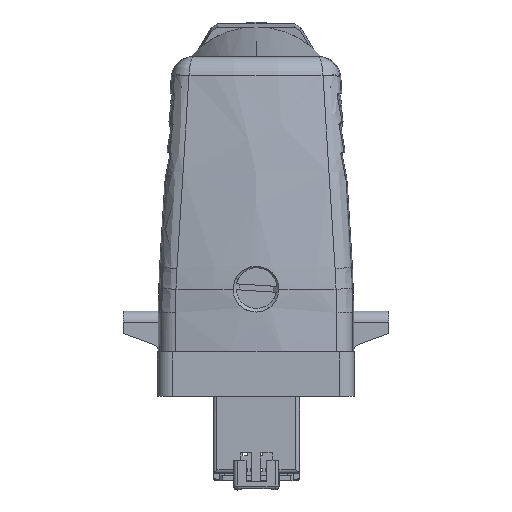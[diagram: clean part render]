
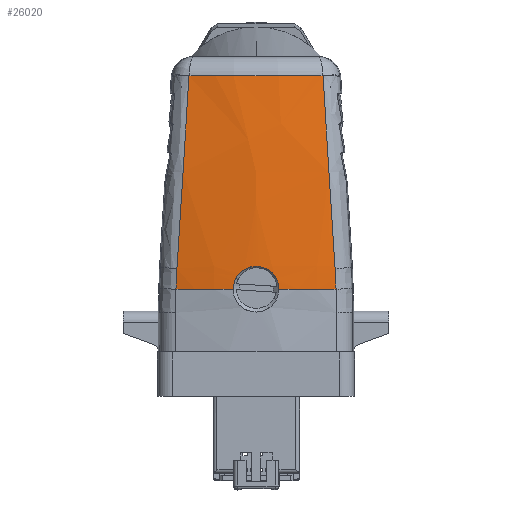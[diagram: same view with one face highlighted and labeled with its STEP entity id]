
A CAD part, front view. The second image highlights one B-rep face of the part: STEP entity #26020.
In plain terms, the highlighted face is a revolution surface.
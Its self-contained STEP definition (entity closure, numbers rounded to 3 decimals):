
#25960=AXIS2_PLACEMENT_3D('Circle Axis2P3D',#25958,#25959,$) ;
#25991=AXIS2_PLACEMENT_3D('Circle Axis2P3D',#25989,#25990,$) ;
#26004=AXIS2_PLACEMENT_3D('Circle Axis2P3D',#26002,#26003,$) ;
#25642=CARTESIAN_POINT('Vertex',(7.297,1.277,29.982)) ;
#25646=CARTESIAN_POINT('Control Point',(7.297,1.277,29.982)) ;
#25647=CARTESIAN_POINT('Control Point',(7.632,1.272,35.212)) ;
#25648=CARTESIAN_POINT('Control Point',(7.963,1.429,40.442)) ;
#25649=CARTESIAN_POINT('Control Point',(8.289,1.748,45.666)) ;
#25650=CARTESIAN_POINT('Control Point',(8.61,2.228,50.877)) ;
#25651=CARTESIAN_POINT('Control Point',(8.927,2.867,56.069)) ;
#25652=CARTESIAN_POINT('Vertex',(8.927,2.867,56.069)) ;
#25905=CARTESIAN_POINT('Vertex',(7.159,1.289,27.189)) ;
#25909=CARTESIAN_POINT('Control Point',(7.159,1.289,27.189)) ;
#25910=CARTESIAN_POINT('Control Point',(7.178,1.285,27.748)) ;
#25911=CARTESIAN_POINT('Control Point',(7.202,1.282,28.306)) ;
#25912=CARTESIAN_POINT('Control Point',(7.229,1.279,28.865)) ;
#25913=CARTESIAN_POINT('Control Point',(7.261,1.278,29.424)) ;
#25914=CARTESIAN_POINT('Control Point',(7.297,1.277,29.982)) ;
#25924=CARTESIAN_POINT('Control Point',(-2.,4.274,27.189)) ;
#25925=CARTESIAN_POINT('Control Point',(-2.,4.274,36.848)) ;
#25926=CARTESIAN_POINT('Control Point',(-1.745,4.858,46.507)) ;
#25927=CARTESIAN_POINT('Control Point',(-1.238,6.021,56.083)) ;
#25928=CARTESIAN_POINT('Axis1P Location',(18.,50.1,27.189)) ;
#25933=CARTESIAN_POINT('Control Point',(14.9,0.196,27.189)) ;
#25934=CARTESIAN_POINT('Control Point',(14.9,0.196,27.705)) ;
#25935=CARTESIAN_POINT('Control Point',(15.032,0.19,28.221)) ;
#25936=CARTESIAN_POINT('Control Point',(15.279,0.179,28.675)) ;
#25937=CARTESIAN_POINT('Vertex',(14.9,0.196,27.189)) ;
#25939=CARTESIAN_POINT('Vertex',(15.279,0.179,28.675)) ;
#25943=CARTESIAN_POINT('Control Point',(21.1,0.196,27.189)) ;
#25944=CARTESIAN_POINT('Control Point',(21.1,0.196,27.887)) ;
#25945=CARTESIAN_POINT('Control Point',(20.903,0.187,28.586)) ;
#25946=CARTESIAN_POINT('Control Point',(20.509,0.167,29.212)) ;
#25947=CARTESIAN_POINT('Control Point',(19.687,0.139,29.93)) ;
#25948=CARTESIAN_POINT('Control Point',(18.672,0.124,30.245)) ;
#25949=CARTESIAN_POINT('Control Point',(18.323,0.121,30.302)) ;
#25950=CARTESIAN_POINT('Control Point',(17.374,0.12,30.319)) ;
#25951=CARTESIAN_POINT('Control Point',(16.47,0.136,29.983)) ;
#25952=CARTESIAN_POINT('Control Point',(15.964,0.152,29.639)) ;
#25953=CARTESIAN_POINT('Control Point',(15.561,0.167,29.19)) ;
#25954=CARTESIAN_POINT('Control Point',(15.279,0.179,28.675)) ;
#25955=CARTESIAN_POINT('Vertex',(21.1,0.196,27.189)) ;
#25958=CARTESIAN_POINT('Axis2P3D Location',(18.,50.1,27.189)) ;
#25962=CARTESIAN_POINT('Vertex',(28.841,1.289,27.189)) ;
#25966=CARTESIAN_POINT('Control Point',(28.703,1.277,29.982)) ;
#25967=CARTESIAN_POINT('Control Point',(28.763,1.278,29.052)) ;
#25968=CARTESIAN_POINT('Control Point',(28.809,1.282,28.12)) ;
#25969=CARTESIAN_POINT('Control Point',(28.841,1.289,27.189)) ;
#25970=CARTESIAN_POINT('Vertex',(28.703,1.277,29.982)) ;
#25974=CARTESIAN_POINT('Control Point',(27.074,2.867,56.069)) ;
#25975=CARTESIAN_POINT('Control Point',(27.6,1.802,47.416)) ;
#25976=CARTESIAN_POINT('Control Point',(28.145,1.268,38.699)) ;
#25977=CARTESIAN_POINT('Control Point',(28.703,1.277,29.982)) ;
#25978=CARTESIAN_POINT('Vertex',(27.074,2.867,56.069)) ;
#25982=CARTESIAN_POINT('Control Point',(27.073,2.867,56.069)) ;
#25983=CARTESIAN_POINT('Control Point',(27.073,2.868,56.073)) ;
#25984=CARTESIAN_POINT('Control Point',(27.073,2.869,56.078)) ;
#25985=CARTESIAN_POINT('Control Point',(27.072,2.869,56.083)) ;
#25986=CARTESIAN_POINT('Vertex',(27.073,2.869,56.083)) ;
#25989=CARTESIAN_POINT('Axis2P3D Location',(18.,50.1,56.083)) ;
#25993=CARTESIAN_POINT('Vertex',(8.927,2.869,56.083)) ;
#25997=CARTESIAN_POINT('Control Point',(8.927,2.867,56.069)) ;
#25998=CARTESIAN_POINT('Control Point',(8.927,2.868,56.073)) ;
#25999=CARTESIAN_POINT('Control Point',(8.927,2.869,56.078)) ;
#26000=CARTESIAN_POINT('Control Point',(8.928,2.869,56.083)) ;
#26002=CARTESIAN_POINT('Axis2P3D Location',(18.,50.1,27.189)) ;
#25929=DIRECTION('Axis1P Direction',(0.,0.,1.)) ;
#25959=DIRECTION('Axis2P3D Direction',(0.,0.,1.)) ;
#25990=DIRECTION('Axis2P3D Direction',(0.,0.,1.)) ;
#26003=DIRECTION('Axis2P3D Direction',(0.,0.,1.)) ;
#25930=AXIS1_PLACEMENT('Revolution Surface Axis1P',#25928,#25929) ;
#26008=ORIENTED_EDGE('',*,*,#25941,.T.) ;
#26009=ORIENTED_EDGE('',*,*,#25957,.F.) ;
#26010=ORIENTED_EDGE('',*,*,#25964,.T.) ;
#26011=ORIENTED_EDGE('',*,*,#25972,.T.) ;
#26012=ORIENTED_EDGE('',*,*,#25980,.T.) ;
#26013=ORIENTED_EDGE('',*,*,#25988,.T.) ;
#26014=ORIENTED_EDGE('',*,*,#25995,.T.) ;
#26015=ORIENTED_EDGE('',*,*,#26001,.F.) ;
#26016=ORIENTED_EDGE('',*,*,#25654,.F.) ;
#26017=ORIENTED_EDGE('',*,*,#25915,.F.) ;
#26018=ORIENTED_EDGE('',*,*,#26006,.T.) ;
#26020=ADVANCED_FACE('Hauptk\X2\00F6\X0\rper',(#26019),#25931,.T.) ;
#25645=B_SPLINE_CURVE_WITH_KNOTS('',5,(#25646,#25647,#25648,#25649,#25650,#25651),.UNSPECIFIED.,.F.,.U.,(6,6),(12.837,49.656),.UNSPECIFIED.) ;
#25908=B_SPLINE_CURVE_WITH_KNOTS('',5,(#25909,#25910,#25911,#25912,#25913,#25914),.UNSPECIFIED.,.F.,.U.,(6,6),(9.012,12.998),.UNSPECIFIED.) ;
#25923=B_SPLINE_CURVE_WITH_KNOTS('',3,(#25924,#25925,#25926,#25927),.UNSPECIFIED.,.F.,.U.,(4,4),(0.,28.978),.UNSPECIFIED.) ;
#25932=B_SPLINE_CURVE_WITH_KNOTS('',3,(#25933,#25934,#25935,#25936),.UNSPECIFIED.,.F.,.U.,(4,4),(0.,2.191),.UNSPECIFIED.) ;
#25942=B_SPLINE_CURVE_WITH_KNOTS('',5,(#25943,#25944,#25945,#25946,#25947,#25948,#25949,#25950,#25951,#25952,#25953,#25954),.UNSPECIFIED.,.F.,.U.,(6,3,3,6),(0.,4.941,7.387,11.527),.UNSPECIFIED.) ;
#25965=B_SPLINE_CURVE_WITH_KNOTS('',3,(#25966,#25967,#25968,#25969),.UNSPECIFIED.,.F.,.U.,(4,4),(51.878,55.864),.UNSPECIFIED.) ;
#25973=B_SPLINE_CURVE_WITH_KNOTS('',3,(#25974,#25975,#25976,#25977),.UNSPECIFIED.,.F.,.U.,(4,4),(12.607,49.426),.UNSPECIFIED.) ;
#25981=B_SPLINE_CURVE_WITH_KNOTS('',3,(#25982,#25983,#25984,#25985),.UNSPECIFIED.,.F.,.U.,(4,4),(7.181,7.392),.UNSPECIFIED.) ;
#25996=B_SPLINE_CURVE_WITH_KNOTS('',3,(#25997,#25998,#25999,#26000),.UNSPECIFIED.,.F.,.U.,(4,4),(7.181,7.392),.UNSPECIFIED.) ;
#25961=CIRCLE('generated circle',#25960,50.) ;
#25992=CIRCLE('generated circle',#25991,48.094) ;
#26005=CIRCLE('generated circle',#26004,50.) ;
#25654=EDGE_CURVE('',#25643,#25653,#25645,.T.) ;
#25915=EDGE_CURVE('',#25906,#25643,#25908,.T.) ;
#25941=EDGE_CURVE('',#25938,#25940,#25932,.T.) ;
#25957=EDGE_CURVE('',#25956,#25940,#25942,.T.) ;
#25964=EDGE_CURVE('',#25956,#25963,#25961,.T.) ;
#25972=EDGE_CURVE('',#25963,#25971,#25965,.F.) ;
#25980=EDGE_CURVE('',#25971,#25979,#25973,.F.) ;
#25988=EDGE_CURVE('',#25979,#25987,#25981,.T.) ;
#25995=EDGE_CURVE('',#25987,#25994,#25992,.F.) ;
#26001=EDGE_CURVE('',#25653,#25994,#25996,.T.) ;
#26006=EDGE_CURVE('',#25906,#25938,#26005,.T.) ;
#26007=EDGE_LOOP('',(#26008,#26009,#26010,#26011,#26012,#26013,#26014,#26015,#26016,#26017,#26018)) ;
#26019=FACE_OUTER_BOUND('',#26007,.T.) ;
#25931=SURFACE_OF_REVOLUTION('Surface of Revolution',#25923,#25930) ;
#25643=VERTEX_POINT('',#25642) ;
#25653=VERTEX_POINT('',#25652) ;
#25906=VERTEX_POINT('',#25905) ;
#25938=VERTEX_POINT('',#25937) ;
#25940=VERTEX_POINT('',#25939) ;
#25956=VERTEX_POINT('',#25955) ;
#25963=VERTEX_POINT('',#25962) ;
#25971=VERTEX_POINT('',#25970) ;
#25979=VERTEX_POINT('',#25978) ;
#25987=VERTEX_POINT('',#25986) ;
#25994=VERTEX_POINT('',#25993) ;
